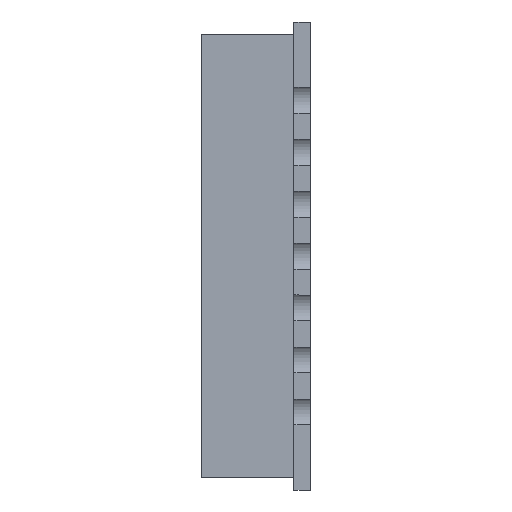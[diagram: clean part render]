
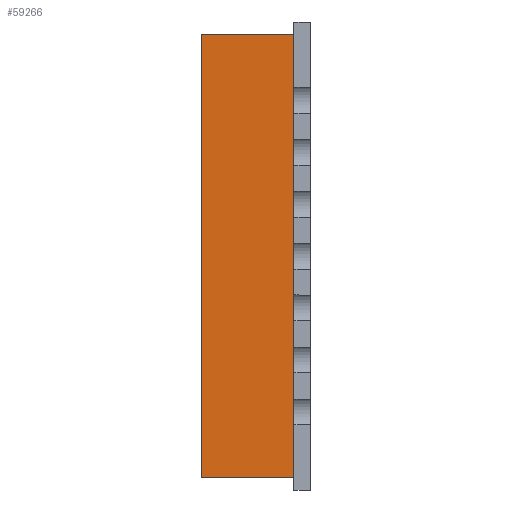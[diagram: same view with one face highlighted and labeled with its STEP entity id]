
A CAD part, left-side view. The second image highlights one B-rep face of the part: STEP entity #59266.
In plain terms, the highlighted planar face has unit normal (-1, 0, 0).
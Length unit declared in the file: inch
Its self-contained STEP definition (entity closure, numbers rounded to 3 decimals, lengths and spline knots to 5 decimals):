
#1174 = VECTOR ( 'NONE', #24714, 39.37008 ) ;
#3983 = DIRECTION ( 'NONE',  ( 0., 0., -1. ) ) ;
#6410 = DIRECTION ( 'NONE',  ( 0., -1., 0. ) ) ;
#11909 = EDGE_CURVE ( 'NONE', #39894, #72706, #22825, .T. ) ;
#14479 = ORIENTED_EDGE ( 'NONE', *, *, #16900, .F. ) ;
#16433 = CARTESIAN_POINT ( 'NONE',  ( -0.38583, 0.20866, 0.4252 ) ) ;
#16900 = EDGE_CURVE ( 'NONE', #39894, #73096, #27449, .T. ) ;
#17319 = DIRECTION ( 'NONE',  ( 0., 0., -1. ) ) ;
#22825 = LINE ( 'NONE', #44735, #54281 ) ;
#24714 = DIRECTION ( 'NONE',  ( 0., -1., 0. ) ) ;
#27449 = LINE ( 'NONE', #81741, #62964 ) ;
#32341 = EDGE_CURVE ( 'NONE', #72706, #88220, #66873, .T. ) ;
#33099 = EDGE_LOOP ( 'NONE', ( #14479, #39495, #72162, #54844 ) ) ;
#34179 = VECTOR ( 'NONE', #58987, 39.37008 ) ;
#34269 = CARTESIAN_POINT ( 'NONE',  ( -0.38583, 0.20866, -0.4252 ) ) ;
#34835 = FACE_OUTER_BOUND ( 'NONE', #33099, .T. ) ;
#39495 = ORIENTED_EDGE ( 'NONE', *, *, #11909, .T. ) ;
#39894 = VERTEX_POINT ( 'NONE', #16433 ) ;
#44735 = CARTESIAN_POINT ( 'NONE',  ( -0.38583, 0.20866, 0.4252 ) ) ;
#45954 = CARTESIAN_POINT ( 'NONE',  ( -0.38583, 0.0315, 0.4252 ) ) ;
#47432 = CARTESIAN_POINT ( 'NONE',  ( -0.38583, 0.0315, -0.4252 ) ) ;
#48656 = EDGE_CURVE ( 'NONE', #88220, #73096, #54039, .T. ) ;
#50043 = DIRECTION ( 'NONE',  ( 1., 0., 0. ) ) ;
#54039 = LINE ( 'NONE', #45954, #34179 ) ;
#54281 = VECTOR ( 'NONE', #3983, 39.37008 ) ;
#54844 = ORIENTED_EDGE ( 'NONE', *, *, #48656, .T. ) ;
#58987 = DIRECTION ( 'NONE',  ( 0., 0., 1. ) ) ;
#59266 = ADVANCED_FACE ( 'NONE', ( #34835 ), #75245, .F. ) ;
#62964 = VECTOR ( 'NONE', #6410, 39.37008 ) ;
#64909 = CARTESIAN_POINT ( 'NONE',  ( -0.38583, 1.56563, 0.4252 ) ) ;
#66873 = LINE ( 'NONE', #88000, #1174 ) ;
#72162 = ORIENTED_EDGE ( 'NONE', *, *, #32341, .T. ) ;
#72364 = AXIS2_PLACEMENT_3D ( 'NONE', #64909, #50043, #17319 ) ;
#72706 = VERTEX_POINT ( 'NONE', #34269 ) ;
#73096 = VERTEX_POINT ( 'NONE', #75787 ) ;
#75245 = PLANE ( 'NONE',  #72364 ) ;
#75787 = CARTESIAN_POINT ( 'NONE',  ( -0.38583, 0.0315, 0.4252 ) ) ;
#81741 = CARTESIAN_POINT ( 'NONE',  ( -0.38583, 1.56563, 0.4252 ) ) ;
#88000 = CARTESIAN_POINT ( 'NONE',  ( -0.38583, 1.56563, -0.4252 ) ) ;
#88220 = VERTEX_POINT ( 'NONE', #47432 ) ;
